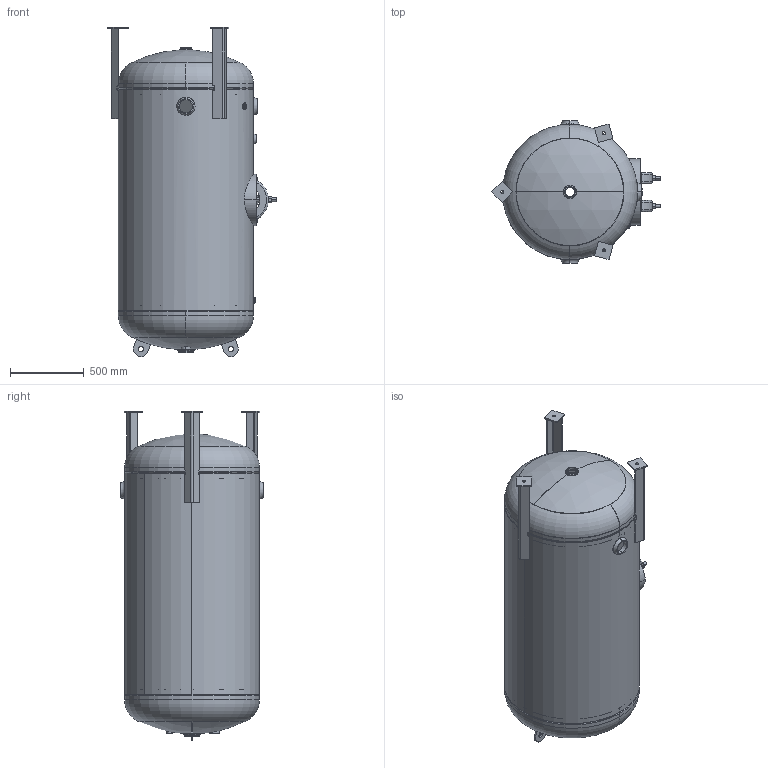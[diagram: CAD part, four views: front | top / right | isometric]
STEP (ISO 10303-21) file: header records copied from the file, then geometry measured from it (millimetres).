
FILE_DESCRIPTION (( 'STEP AP203' ), '1' );
FILE_NAME ('302516.STEP', '2012-03-05T16:22:01', ( '' ), ( '' ), 'SwSTEP 2.0', 'SolidWorks 2011', '' );
FILE_SCHEMA (( 'CONFIG_CONTROL_DESIGN' ));
Length unit declared in the file: inch
Products named in the file (1): 302516
Bounding box: 1143.02 x 965.45 x 2231.14 mm (x, y, z)
Surface area: 13026913.2 mm2 (no closed solid volume)
Topology: 0 solids, 38 shells, 356 faces, 1054 edges, 716 vertices
Faces by surface type: plane 139, cylinder 118, torus 74, bspline 19, sphere 6
Entity records: 18499 total; most frequent: CARTESIAN_POINT 9087, DIRECTION 2009, ORIENTED_EDGE 1739, EDGE_CURVE 1054, AXIS2_PLACEMENT_3D 777, VERTEX_POINT 716, VECTOR 455, LINE 455
